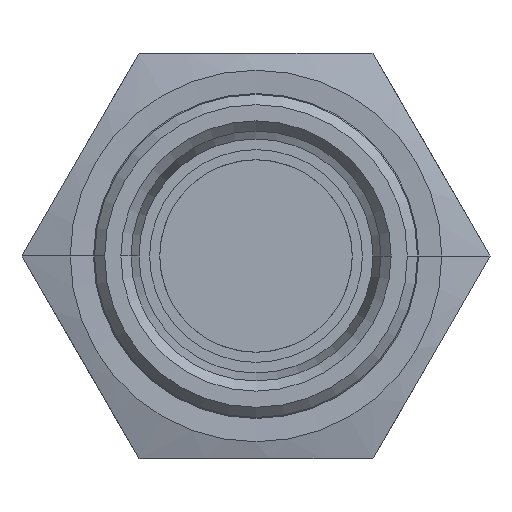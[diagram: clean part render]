
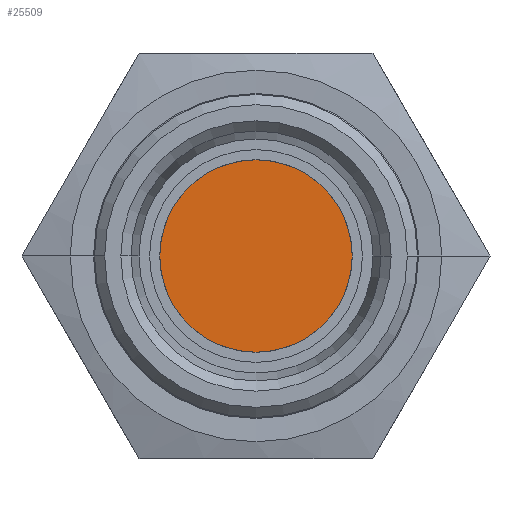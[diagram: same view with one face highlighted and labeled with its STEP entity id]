
A CAD part, front view. The second image highlights one B-rep face of the part: STEP entity #25509.
In plain terms, the highlighted planar face has unit normal (0, -1, 0).
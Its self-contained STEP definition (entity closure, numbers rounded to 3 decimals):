
#888 = DIRECTION ( 'NONE',  ( 0., 1., 0. ) ) ;
#1555 = EDGE_LOOP ( 'NONE', ( #9417, #29181 ) ) ;
#4496 = AXIS2_PLACEMENT_3D ( 'NONE', #32251, #14732, #35158 ) ;
#5782 = EDGE_CURVE ( 'NONE', #31681, #9726, #34093, .T. ) ;
#8145 = FACE_OUTER_BOUND ( 'NONE', #1555, .T. ) ;
#9417 = ORIENTED_EDGE ( 'NONE', *, *, #28878, .F. ) ;
#9726 = VERTEX_POINT ( 'NONE', #36262 ) ;
#10274 = PLANE ( 'NONE',  #12955 ) ;
#12955 = AXIS2_PLACEMENT_3D ( 'NONE', #13226, #16180, #36588 ) ;
#13226 = CARTESIAN_POINT ( 'NONE',  ( 0., 175., 0. ) ) ;
#13461 = CIRCLE ( 'NONE', #33321, 14.25 ) ;
#14732 = DIRECTION ( 'NONE',  ( 0., 1., 0. ) ) ;
#14964 = CARTESIAN_POINT ( 'NONE',  ( 0., 175., 14.25 ) ) ;
#16180 = DIRECTION ( 'NONE',  ( 0., -1., 0. ) ) ;
#18453 = CARTESIAN_POINT ( 'NONE',  ( 0., 175., 0. ) ) ;
#21389 = DIRECTION ( 'NONE',  ( 0., 0., -1. ) ) ;
#25509 = ADVANCED_FACE ( 'NONE', ( #8145 ), #10274, .T. ) ;
#28878 = EDGE_CURVE ( 'NONE', #9726, #31681, #13461, .T. ) ;
#29181 = ORIENTED_EDGE ( 'NONE', *, *, #5782, .F. ) ;
#31681 = VERTEX_POINT ( 'NONE', #14964 ) ;
#32251 = CARTESIAN_POINT ( 'NONE',  ( 0., 175., 0. ) ) ;
#33321 = AXIS2_PLACEMENT_3D ( 'NONE', #18453, #888, #21389 ) ;
#34093 = CIRCLE ( 'NONE', #4496, 14.25 ) ;
#35158 = DIRECTION ( 'NONE',  ( 0., 0., -1. ) ) ;
#36262 = CARTESIAN_POINT ( 'NONE',  ( 0., 175., -14.25 ) ) ;
#36588 = DIRECTION ( 'NONE',  ( 0., 0., 1. ) ) ;
